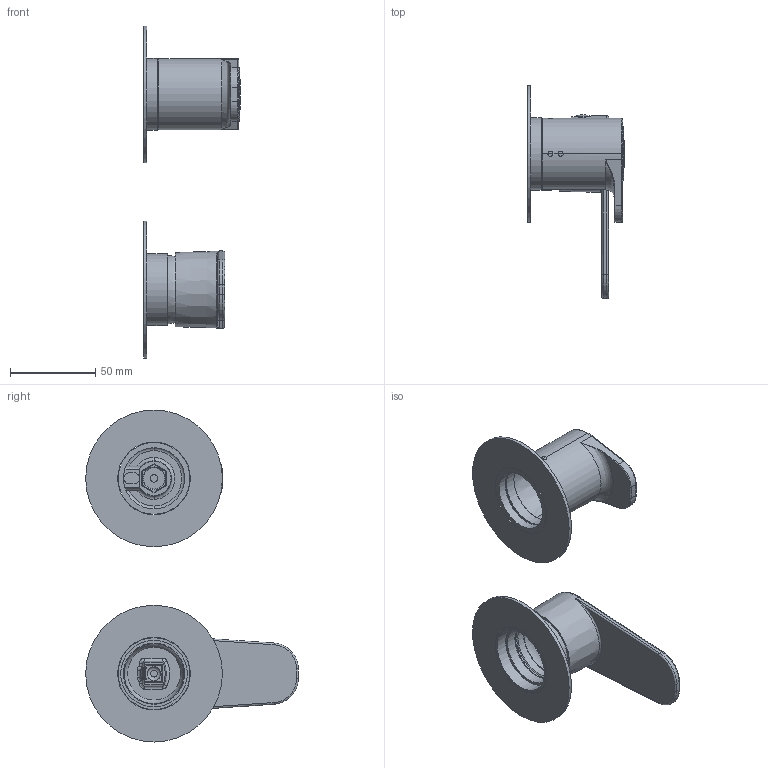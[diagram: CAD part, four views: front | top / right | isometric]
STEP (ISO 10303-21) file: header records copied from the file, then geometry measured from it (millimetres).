
FILE_DESCRIPTION (( 'STEP AP203' ), '1' );
FILE_NAME ('36DP11293.STEP', '2024-11-13T06:59:30', ( '' ), ( '' ), 'SwSTEP 2.0', 'SolidWorks 2021', '' );
FILE_SCHEMA (( 'CONFIG_CONTROL_DESIGN' ));
Length unit declared in the file: millimetre
Products named in the file (1): 36DP11293
Bounding box: 56.74 x 124.44 x 194.24 mm (x, y, z)
Volume: 73313.7 mm3; surface area: 63808.7 mm2
Topology: 10 solids, 10 shells, 309 faces, 734 edges, 461 vertices
Faces by surface type: plane 135, cylinder 85, cone 31, torus 30, bspline 24, sphere 4
Full cylindrical faces by diameter (mm): 4.2 x1, 6.8 x1, 8 x1, 9.5 x1, 10 x1, 25.6 x1, 28.6 x1, 31 x2, 31.6 x1, 35.8 x3, 36 x1, 37 x1, 37.8 x1, 37.9 x1, 39 x2, 40.85 x1, 42 x2, 42.5 x2, 80 x2
Entity records: 9909 total; most frequent: CARTESIAN_POINT 3185, DIRECTION 1347, ORIENTED_EDGE 1340, EDGE_CURVE 670, AXIS2_PLACEMENT_3D 526, VERTEX_POINT 445, EDGE_LOOP 389, FACE_OUTER_BOUND 342
